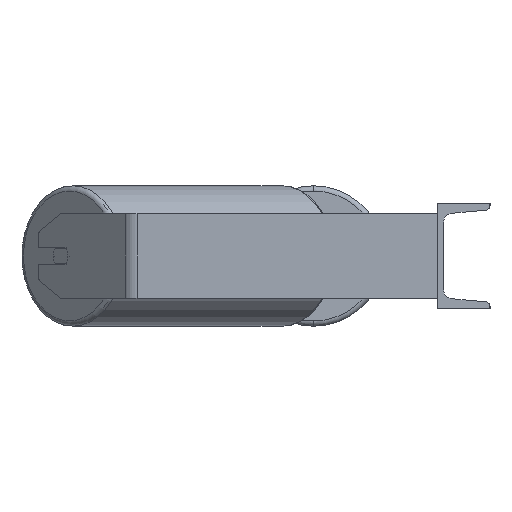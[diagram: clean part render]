
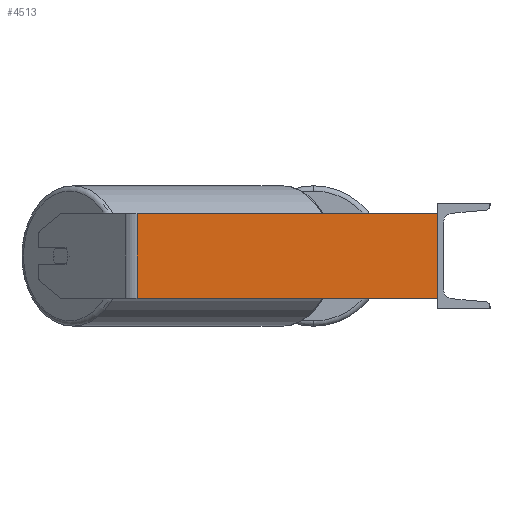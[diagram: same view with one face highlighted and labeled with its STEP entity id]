
A CAD part, left-side view. The second image highlights one B-rep face of the part: STEP entity #4513.
In plain terms, the highlighted planar face has unit normal (-1, 0, 0).
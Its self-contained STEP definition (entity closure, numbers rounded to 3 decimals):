
#432 = CARTESIAN_POINT ( 'NONE',  ( -485., 290.963, 40. ) ) ;
#845 = CARTESIAN_POINT ( 'NONE',  ( -485., 290.963, -40. ) ) ;
#1178 = ORIENTED_EDGE ( 'NONE', *, *, #2906, .T. ) ;
#1290 = EDGE_LOOP ( 'NONE', ( #7641, #5545, #6226, #1178 ) ) ;
#1807 = PLANE ( 'NONE',  #6644 ) ;
#1835 = VECTOR ( 'NONE', #7572, 1000. ) ;
#2569 = LINE ( 'NONE', #8261, #4496 ) ;
#2577 = CARTESIAN_POINT ( 'NONE',  ( -485., 0., 40. ) ) ;
#2906 = EDGE_CURVE ( 'NONE', #3791, #8418, #6205, .T. ) ;
#2953 = VERTEX_POINT ( 'NONE', #2577 ) ;
#3129 = LINE ( 'NONE', #845, #6930 ) ;
#3791 = VERTEX_POINT ( 'NONE', #8565 ) ;
#3983 = DIRECTION ( 'NONE',  ( 0., -1., 0. ) ) ;
#4083 = FACE_OUTER_BOUND ( 'NONE', #1290, .T. ) ;
#4105 = EDGE_CURVE ( 'NONE', #2953, #7325, #8247, .T. ) ;
#4496 = VECTOR ( 'NONE', #3983, 1000. ) ;
#4513 = ADVANCED_FACE ( 'NONE', ( #4083 ), #1807, .F. ) ;
#4688 = CARTESIAN_POINT ( 'NONE',  ( -485., 284.335, 40. ) ) ;
#4804 = CARTESIAN_POINT ( 'NONE',  ( -485., 0., 40. ) ) ;
#4986 = CARTESIAN_POINT ( 'NONE',  ( -485., 284.335, -40. ) ) ;
#5545 = ORIENTED_EDGE ( 'NONE', *, *, #4105, .F. ) ;
#6179 = EDGE_CURVE ( 'NONE', #8418, #7325, #3129, .T. ) ;
#6205 = LINE ( 'NONE', #4688, #8496 ) ;
#6226 = ORIENTED_EDGE ( 'NONE', *, *, #7213, .F. ) ;
#6644 = AXIS2_PLACEMENT_3D ( 'NONE', #432, #8167, #8764 ) ;
#6898 = DIRECTION ( 'NONE',  ( 0., 0., -1. ) ) ;
#6930 = VECTOR ( 'NONE', #8680, 1000. ) ;
#7213 = EDGE_CURVE ( 'NONE', #3791, #2953, #2569, .T. ) ;
#7325 = VERTEX_POINT ( 'NONE', #7799 ) ;
#7572 = DIRECTION ( 'NONE',  ( 0., 0., -1. ) ) ;
#7641 = ORIENTED_EDGE ( 'NONE', *, *, #6179, .T. ) ;
#7799 = CARTESIAN_POINT ( 'NONE',  ( -485., 0., -40. ) ) ;
#8167 = DIRECTION ( 'NONE',  ( 1., 0., 0. ) ) ;
#8247 = LINE ( 'NONE', #4804, #1835 ) ;
#8261 = CARTESIAN_POINT ( 'NONE',  ( -485., 290.963, 40. ) ) ;
#8418 = VERTEX_POINT ( 'NONE', #4986 ) ;
#8496 = VECTOR ( 'NONE', #6898, 1000. ) ;
#8565 = CARTESIAN_POINT ( 'NONE',  ( -485., 284.335, 40. ) ) ;
#8680 = DIRECTION ( 'NONE',  ( 0., -1., 0. ) ) ;
#8764 = DIRECTION ( 'NONE',  ( 0., 1., 0. ) ) ;
